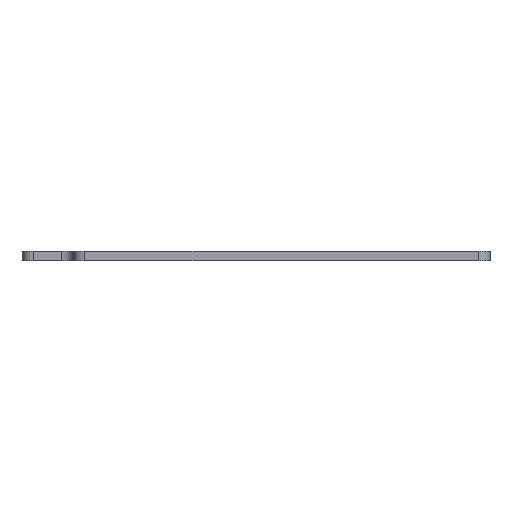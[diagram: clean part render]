
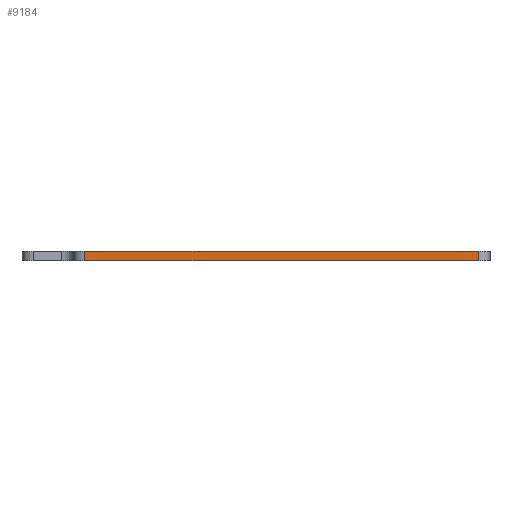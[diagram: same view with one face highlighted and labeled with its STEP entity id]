
A CAD part, left-side view. The second image highlights one B-rep face of the part: STEP entity #9184.
In plain terms, the highlighted planar face has unit normal (-1, 0, 0).
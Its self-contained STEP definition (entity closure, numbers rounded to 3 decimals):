
#83 = PLANE('',#84);
#84 = AXIS2_PLACEMENT_3D('',#85,#86,#87);
#85 = CARTESIAN_POINT('',(104.25,-9.,1.6));
#86 = DIRECTION('',(-0.,0.,1.));
#87 = DIRECTION('',(1.,0.,0.));
#137 = PLANE('',#138);
#138 = AXIS2_PLACEMENT_3D('',#139,#140,#141);
#139 = CARTESIAN_POINT('',(104.25,-9.,0.));
#140 = DIRECTION('',(-0.,0.,1.));
#141 = DIRECTION('',(1.,0.,0.));
#505 = VERTEX_POINT('',#506);
#506 = CARTESIAN_POINT('',(0.,-11.,0.));
#521 = CYLINDRICAL_SURFACE('',#522,2.);
#522 = AXIS2_PLACEMENT_3D('',#523,#524,#525);
#523 = CARTESIAN_POINT('',(2.,-11.,0.));
#524 = DIRECTION('',(-0.,-0.,-1.));
#525 = DIRECTION('',(1.,0.,-0.));
#533 = EDGE_CURVE('',#534,#505,#536,.T.);
#534 = VERTEX_POINT('',#535);
#535 = CARTESIAN_POINT('',(0.,-80.,0.));
#536 = SURFACE_CURVE('',#537,(#541,#548),.PCURVE_S1.);
#537 = LINE('',#538,#539);
#538 = CARTESIAN_POINT('',(0.,-80.,0.));
#539 = VECTOR('',#540,1.);
#540 = DIRECTION('',(0.,1.,0.));
#541 = PCURVE('',#137,#542);
#542 = DEFINITIONAL_REPRESENTATION('',(#543),#547);
#543 = LINE('',#544,#545);
#544 = CARTESIAN_POINT('',(-104.25,-71.));
#545 = VECTOR('',#546,1.);
#546 = DIRECTION('',(0.,1.));
#547 = ( GEOMETRIC_REPRESENTATION_CONTEXT(2) 
PARAMETRIC_REPRESENTATION_CONTEXT() REPRESENTATION_CONTEXT('2D SPACE',''
  ) );
#548 = PCURVE('',#549,#554);
#549 = PLANE('',#550);
#550 = AXIS2_PLACEMENT_3D('',#551,#552,#553);
#551 = CARTESIAN_POINT('',(0.,-80.,0.));
#552 = DIRECTION('',(-1.,0.,0.));
#553 = DIRECTION('',(0.,1.,0.));
#554 = DEFINITIONAL_REPRESENTATION('',(#555),#559);
#555 = LINE('',#556,#557);
#556 = CARTESIAN_POINT('',(0.,0.));
#557 = VECTOR('',#558,1.);
#558 = DIRECTION('',(1.,0.));
#559 = ( GEOMETRIC_REPRESENTATION_CONTEXT(2) 
PARAMETRIC_REPRESENTATION_CONTEXT() REPRESENTATION_CONTEXT('2D SPACE',''
  ) );
#578 = CYLINDRICAL_SURFACE('',#579,2.);
#579 = AXIS2_PLACEMENT_3D('',#580,#581,#582);
#580 = CARTESIAN_POINT('',(2.,-80.,0.));
#581 = DIRECTION('',(-0.,-0.,-1.));
#582 = DIRECTION('',(1.,0.,-0.));
#5171 = VERTEX_POINT('',#5172);
#5172 = CARTESIAN_POINT('',(0.,-11.,1.6));
#5194 = EDGE_CURVE('',#5195,#5171,#5197,.T.);
#5195 = VERTEX_POINT('',#5196);
#5196 = CARTESIAN_POINT('',(0.,-80.,1.6));
#5197 = SURFACE_CURVE('',#5198,(#5202,#5209),.PCURVE_S1.);
#5198 = LINE('',#5199,#5200);
#5199 = CARTESIAN_POINT('',(0.,-80.,1.6));
#5200 = VECTOR('',#5201,1.);
#5201 = DIRECTION('',(0.,1.,0.));
#5202 = PCURVE('',#83,#5203);
#5203 = DEFINITIONAL_REPRESENTATION('',(#5204),#5208);
#5204 = LINE('',#5205,#5206);
#5205 = CARTESIAN_POINT('',(-104.25,-71.));
#5206 = VECTOR('',#5207,1.);
#5207 = DIRECTION('',(0.,1.));
#5208 = ( GEOMETRIC_REPRESENTATION_CONTEXT(2) 
PARAMETRIC_REPRESENTATION_CONTEXT() REPRESENTATION_CONTEXT('2D SPACE',''
  ) );
#5209 = PCURVE('',#549,#5210);
#5210 = DEFINITIONAL_REPRESENTATION('',(#5211),#5215);
#5211 = LINE('',#5212,#5213);
#5212 = CARTESIAN_POINT('',(0.,-1.6));
#5213 = VECTOR('',#5214,1.);
#5214 = DIRECTION('',(1.,0.));
#5215 = ( GEOMETRIC_REPRESENTATION_CONTEXT(2) 
PARAMETRIC_REPRESENTATION_CONTEXT() REPRESENTATION_CONTEXT('2D SPACE',''
  ) );
#9134 = EDGE_CURVE('',#534,#5195,#9135,.T.);
#9135 = SURFACE_CURVE('',#9136,(#9140,#9147),.PCURVE_S1.);
#9136 = LINE('',#9137,#9138);
#9137 = CARTESIAN_POINT('',(0.,-80.,0.));
#9138 = VECTOR('',#9139,1.);
#9139 = DIRECTION('',(0.,0.,1.));
#9140 = PCURVE('',#578,#9141);
#9141 = DEFINITIONAL_REPRESENTATION('',(#9142),#9146);
#9142 = LINE('',#9143,#9144);
#9143 = CARTESIAN_POINT('',(-3.142,0.));
#9144 = VECTOR('',#9145,1.);
#9145 = DIRECTION('',(-0.,-1.));
#9146 = ( GEOMETRIC_REPRESENTATION_CONTEXT(2) 
PARAMETRIC_REPRESENTATION_CONTEXT() REPRESENTATION_CONTEXT('2D SPACE',''
  ) );
#9147 = PCURVE('',#549,#9148);
#9148 = DEFINITIONAL_REPRESENTATION('',(#9149),#9153);
#9149 = LINE('',#9150,#9151);
#9150 = CARTESIAN_POINT('',(0.,0.));
#9151 = VECTOR('',#9152,1.);
#9152 = DIRECTION('',(0.,-1.));
#9153 = ( GEOMETRIC_REPRESENTATION_CONTEXT(2) 
PARAMETRIC_REPRESENTATION_CONTEXT() REPRESENTATION_CONTEXT('2D SPACE',''
  ) );
#9184 = ADVANCED_FACE('',(#9185),#549,.T.);
#9185 = FACE_BOUND('',#9186,.T.);
#9186 = EDGE_LOOP('',(#9187,#9188,#9189,#9210));
#9187 = ORIENTED_EDGE('',*,*,#9134,.T.);
#9188 = ORIENTED_EDGE('',*,*,#5194,.T.);
#9189 = ORIENTED_EDGE('',*,*,#9190,.F.);
#9190 = EDGE_CURVE('',#505,#5171,#9191,.T.);
#9191 = SURFACE_CURVE('',#9192,(#9196,#9203),.PCURVE_S1.);
#9192 = LINE('',#9193,#9194);
#9193 = CARTESIAN_POINT('',(0.,-11.,0.));
#9194 = VECTOR('',#9195,1.);
#9195 = DIRECTION('',(0.,0.,1.));
#9196 = PCURVE('',#549,#9197);
#9197 = DEFINITIONAL_REPRESENTATION('',(#9198),#9202);
#9198 = LINE('',#9199,#9200);
#9199 = CARTESIAN_POINT('',(69.,0.));
#9200 = VECTOR('',#9201,1.);
#9201 = DIRECTION('',(0.,-1.));
#9202 = ( GEOMETRIC_REPRESENTATION_CONTEXT(2) 
PARAMETRIC_REPRESENTATION_CONTEXT() REPRESENTATION_CONTEXT('2D SPACE',''
  ) );
#9203 = PCURVE('',#521,#9204);
#9204 = DEFINITIONAL_REPRESENTATION('',(#9205),#9209);
#9205 = LINE('',#9206,#9207);
#9206 = CARTESIAN_POINT('',(-3.142,0.));
#9207 = VECTOR('',#9208,1.);
#9208 = DIRECTION('',(-0.,-1.));
#9209 = ( GEOMETRIC_REPRESENTATION_CONTEXT(2) 
PARAMETRIC_REPRESENTATION_CONTEXT() REPRESENTATION_CONTEXT('2D SPACE',''
  ) );
#9210 = ORIENTED_EDGE('',*,*,#533,.F.);
